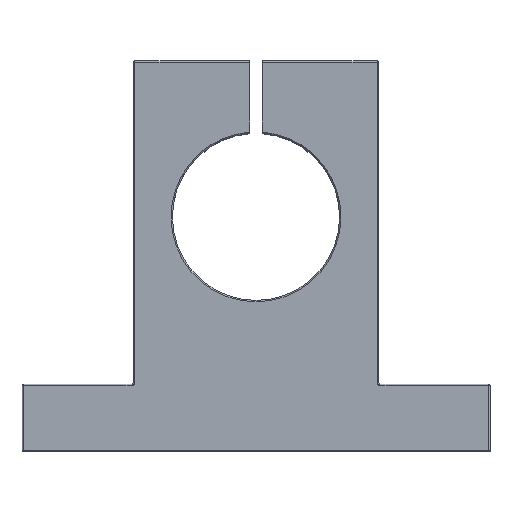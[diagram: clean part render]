
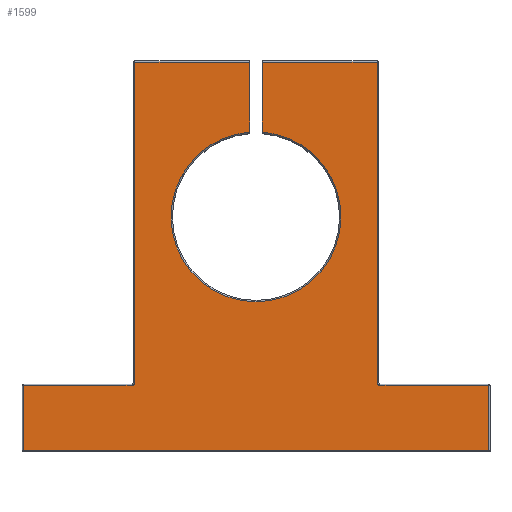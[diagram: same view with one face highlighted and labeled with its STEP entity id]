
A CAD part, top view. The second image highlights one B-rep face of the part: STEP entity #1599.
In plain terms, the highlighted planar face has unit normal (0, 0, 1).
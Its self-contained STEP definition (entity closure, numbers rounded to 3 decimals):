
#8 = EDGE_CURVE ( 'NONE', #583, #579, #415, .T. ) ;
#9 = EDGE_CURVE ( 'NONE', #579, #580, #417, .T. ) ;
#48 = ORIENTED_EDGE ( 'NONE', *, *, #1335, .F. ) ;
#49 = ORIENTED_EDGE ( 'NONE', *, *, #9, .T. ) ;
#50 = ORIENTED_EDGE ( 'NONE', *, *, #1324, .F. ) ;
#51 = ORIENTED_EDGE ( 'NONE', *, *, #1364, .T. ) ;
#52 = ORIENTED_EDGE ( 'NONE', *, *, #1367, .T. ) ;
#53 = ORIENTED_EDGE ( 'NONE', *, *, #1352, .T. ) ;
#54 = ORIENTED_EDGE ( 'NONE', *, *, #1348, .T. ) ;
#55 = ORIENTED_EDGE ( 'NONE', *, *, #1372, .T. ) ;
#56 = ORIENTED_EDGE ( 'NONE', *, *, #1369, .F. ) ;
#57 = ORIENTED_EDGE ( 'NONE', *, *, #1371, .T. ) ;
#80 = ORIENTED_EDGE ( 'NONE', *, *, #1341, .T. ) ;
#86 = ORIENTED_EDGE ( 'NONE', *, *, #1365, .F. ) ;
#88 = ORIENTED_EDGE ( 'NONE', *, *, #1368, .T. ) ;
#89 = ORIENTED_EDGE ( 'NONE', *, *, #1370, .T. ) ;
#90 = ORIENTED_EDGE ( 'NONE', *, *, #8, .T. ) ;
#92 = ORIENTED_EDGE ( 'NONE', *, *, #1366, .T. ) ;
#386 = EDGE_LOOP ( 'NONE', ( #48, #90, #49, #92, #50, #51, #52, #86, #53, #88, #54, #89, #55, #56, #57, #80 ) ) ;
#415 = CIRCLE ( 'NONE', #1433, 15.25 ) ;
#417 = CIRCLE ( 'NONE', #1432, 15.25 ) ;
#433 = VECTOR ( 'NONE', #802, 1000. ) ;
#465 = LINE ( 'NONE', #801, #433 ) ;
#477 = LINE ( 'NONE', #829, #478 ) ;
#478 = VECTOR ( 'NONE', #830, 1000. ) ;
#492 = LINE ( 'NONE', #841, #493 ) ;
#493 = VECTOR ( 'NONE', #842, 1000. ) ;
#498 = LINE ( 'NONE', #843, #1656 ) ;
#504 = VERTEX_POINT ( 'NONE', #655 ) ;
#511 = VERTEX_POINT ( 'NONE', #673 ) ;
#512 = VERTEX_POINT ( 'NONE', #667 ) ;
#515 = VERTEX_POINT ( 'NONE', #676 ) ;
#517 = VERTEX_POINT ( 'NONE', #678 ) ;
#518 = VERTEX_POINT ( 'NONE', #679 ) ;
#522 = VERTEX_POINT ( 'NONE', #683 ) ;
#526 = VERTEX_POINT ( 'NONE', #687 ) ;
#533 = VERTEX_POINT ( 'NONE', #694 ) ;
#534 = VERTEX_POINT ( 'NONE', #695 ) ;
#537 = VERTEX_POINT ( 'NONE', #698 ) ;
#565 = VERTEX_POINT ( 'NONE', #726 ) ;
#579 = VERTEX_POINT ( 'NONE', #740 ) ;
#580 = VERTEX_POINT ( 'NONE', #741 ) ;
#583 = VERTEX_POINT ( 'NONE', #744 ) ;
#586 = VERTEX_POINT ( 'NONE', #747 ) ;
#605 = CARTESIAN_POINT ( 'NONE',  ( 0., 42., 14. ) ) ;
#611 = DIRECTION ( 'NONE',  ( 0., 0., -1. ) ) ;
#612 = DIRECTION ( 'NONE',  ( 1., 0., 0. ) ) ;
#613 = CARTESIAN_POINT ( 'NONE',  ( 0., 42., 14. ) ) ;
#615 = DIRECTION ( 'NONE',  ( 0., 0., -1. ) ) ;
#616 = DIRECTION ( 'NONE',  ( 1., 0., 0. ) ) ;
#655 = CARTESIAN_POINT ( 'NONE',  ( -41.75, 11.75, 14. ) ) ;
#667 = CARTESIAN_POINT ( 'NONE',  ( -21.75, 12.25, 14. ) ) ;
#673 = CARTESIAN_POINT ( 'NONE',  ( 21.75, 69.75, 14. ) ) ;
#676 = CARTESIAN_POINT ( 'NONE',  ( -22.25, 11.75, 14. ) ) ;
#678 = CARTESIAN_POINT ( 'NONE',  ( 21.75, 12.25, 14. ) ) ;
#679 = CARTESIAN_POINT ( 'NONE',  ( 22.25, 11.75, 14. ) ) ;
#683 = CARTESIAN_POINT ( 'NONE',  ( -21.75, 69.75, 14. ) ) ;
#687 = CARTESIAN_POINT ( 'NONE',  ( 41.75, 11.75, 14. ) ) ;
#694 = CARTESIAN_POINT ( 'NONE',  ( -41.75, 0., 14. ) ) ;
#695 = CARTESIAN_POINT ( 'NONE',  ( 41.75, 0., 14. ) ) ;
#698 = CARTESIAN_POINT ( 'NONE',  ( 1.137, 69.75, 14. ) ) ;
#726 = CARTESIAN_POINT ( 'NONE',  ( -1.137, 69.75, 14. ) ) ;
#740 = CARTESIAN_POINT ( 'NONE',  ( 15.25, 42., 14. ) ) ;
#741 = CARTESIAN_POINT ( 'NONE',  ( -15.25, 42., 14. ) ) ;
#744 = CARTESIAN_POINT ( 'NONE',  ( 1.137, 57.208, 14. ) ) ;
#747 = CARTESIAN_POINT ( 'NONE',  ( -1.137, 57.208, 14. ) ) ;
#801 = CARTESIAN_POINT ( 'NONE',  ( -1.137, 70., 14. ) ) ;
#802 = DIRECTION ( 'NONE',  ( 0., -1., 0. ) ) ;
#829 = CARTESIAN_POINT ( 'NONE',  ( 1.137, 70., 14. ) ) ;
#830 = DIRECTION ( 'NONE',  ( 0., 1., 0. ) ) ;
#841 = CARTESIAN_POINT ( 'NONE',  ( -22., 69.75, 14. ) ) ;
#842 = DIRECTION ( 'NONE',  ( -1., 0., 0. ) ) ;
#843 = CARTESIAN_POINT ( 'NONE',  ( -42., 0., 14. ) ) ;
#861 = DIRECTION ( 'NONE',  ( 1., 0., 0. ) ) ;
#870 = CARTESIAN_POINT ( 'NONE',  ( -42., 11.75, 14. ) ) ;
#871 = DIRECTION ( 'NONE',  ( -1., 0., 0. ) ) ;
#884 = CARTESIAN_POINT ( 'NONE',  ( -22.25, 12.25, 14. ) ) ;
#896 = CARTESIAN_POINT ( 'NONE',  ( -22., 69.75, 14. ) ) ;
#897 = DIRECTION ( 'NONE',  ( -1., 0., 0. ) ) ;
#898 = CARTESIAN_POINT ( 'NONE',  ( 22.25, 12.25, 14. ) ) ;
#899 = DIRECTION ( 'NONE',  ( 0., 0., 1. ) ) ;
#900 = DIRECTION ( 'NONE',  ( 1., 0., 0. ) ) ;
#901 = CARTESIAN_POINT ( 'NONE',  ( 0., 42., 14. ) ) ;
#902 = CARTESIAN_POINT ( 'NONE',  ( 41.75, 12., 14. ) ) ;
#903 = DIRECTION ( 'NONE',  ( 0., 0., -1. ) ) ;
#904 = DIRECTION ( 'NONE',  ( 1., 0., 0. ) ) ;
#905 = CARTESIAN_POINT ( 'NONE',  ( -21.75, 12., 14. ) ) ;
#906 = DIRECTION ( 'NONE',  ( 0., -1., 0. ) ) ;
#907 = CARTESIAN_POINT ( 'NONE',  ( -41.75, 0., 14. ) ) ;
#908 = DIRECTION ( 'NONE',  ( 0., -1., 0. ) ) ;
#910 = DIRECTION ( 'NONE',  ( 0., 0., 1. ) ) ;
#911 = DIRECTION ( 'NONE',  ( 1., 0., 0. ) ) ;
#913 = DIRECTION ( 'NONE',  ( 0., 1., 0. ) ) ;
#914 = CARTESIAN_POINT ( 'NONE',  ( 21.75, 70., 14. ) ) ;
#915 = DIRECTION ( 'NONE',  ( 0., 1., 0. ) ) ;
#916 = CARTESIAN_POINT ( 'NONE',  ( 22., 11.75, 14. ) ) ;
#917 = DIRECTION ( 'NONE',  ( -1., 0., 0. ) ) ;
#1112 = PLANE ( 'NONE',  #1529 ) ;
#1125 = CARTESIAN_POINT ( 'NONE',  ( 22., 70., 14. ) ) ;
#1135 = DIRECTION ( 'NONE',  ( 0., 0., 1. ) ) ;
#1136 = DIRECTION ( 'NONE',  ( 1., 0., 0. ) ) ;
#1324 = EDGE_CURVE ( 'NONE', #565, #586, #465, .T. ) ;
#1335 = EDGE_CURVE ( 'NONE', #583, #537, #477, .T. ) ;
#1341 = EDGE_CURVE ( 'NONE', #511, #537, #492, .T. ) ;
#1348 = EDGE_CURVE ( 'NONE', #533, #534, #498, .T. ) ;
#1352 = EDGE_CURVE ( 'NONE', #515, #504, #1657, .T. ) ;
#1364 = EDGE_CURVE ( 'NONE', #565, #522, #1683, .T. ) ;
#1365 = EDGE_CURVE ( 'NONE', #515, #512, #1686, .T. ) ;
#1366 = EDGE_CURVE ( 'NONE', #580, #586, #1688, .T. ) ;
#1367 = EDGE_CURVE ( 'NONE', #522, #512, #1685, .T. ) ;
#1368 = EDGE_CURVE ( 'NONE', #504, #533, #1689, .T. ) ;
#1369 = EDGE_CURVE ( 'NONE', #517, #518, #1692, .T. ) ;
#1370 = EDGE_CURVE ( 'NONE', #534, #526, #1691, .T. ) ;
#1371 = EDGE_CURVE ( 'NONE', #517, #511, #1693, .T. ) ;
#1372 = EDGE_CURVE ( 'NONE', #526, #518, #1695, .T. ) ;
#1432 = AXIS2_PLACEMENT_3D ( 'NONE', #613, #615, #616 ) ;
#1433 = AXIS2_PLACEMENT_3D ( 'NONE', #605, #611, #612 ) ;
#1462 = AXIS2_PLACEMENT_3D ( 'NONE', #901, #903, #904 ) ;
#1466 = AXIS2_PLACEMENT_3D ( 'NONE', #884, #899, #900 ) ;
#1469 = AXIS2_PLACEMENT_3D ( 'NONE', #898, #910, #911 ) ;
#1529 = AXIS2_PLACEMENT_3D ( 'NONE', #1125, #1135, #1136 ) ;
#1599 = ADVANCED_FACE ( 'NONE', ( #1802 ), #1112, .T. ) ;
#1656 = VECTOR ( 'NONE', #861, 1000. ) ;
#1657 = LINE ( 'NONE', #870, #1658 ) ;
#1658 = VECTOR ( 'NONE', #871, 1000. ) ;
#1675 = VECTOR ( 'NONE', #906, 1000. ) ;
#1677 = VECTOR ( 'NONE', #913, 1000. ) ;
#1683 = LINE ( 'NONE', #896, #1684 ) ;
#1684 = VECTOR ( 'NONE', #897, 1000. ) ;
#1685 = LINE ( 'NONE', #905, #1675 ) ;
#1686 = CIRCLE ( 'NONE', #1466, 0.5 ) ;
#1688 = CIRCLE ( 'NONE', #1462, 15.25 ) ;
#1689 = LINE ( 'NONE', #907, #1690 ) ;
#1690 = VECTOR ( 'NONE', #908, 1000. ) ;
#1691 = LINE ( 'NONE', #902, #1677 ) ;
#1692 = CIRCLE ( 'NONE', #1469, 0.5 ) ;
#1693 = LINE ( 'NONE', #914, #1694 ) ;
#1694 = VECTOR ( 'NONE', #915, 1000. ) ;
#1695 = LINE ( 'NONE', #916, #1696 ) ;
#1696 = VECTOR ( 'NONE', #917, 1000. ) ;
#1802 = FACE_OUTER_BOUND ( 'NONE', #386, .T. ) ;
